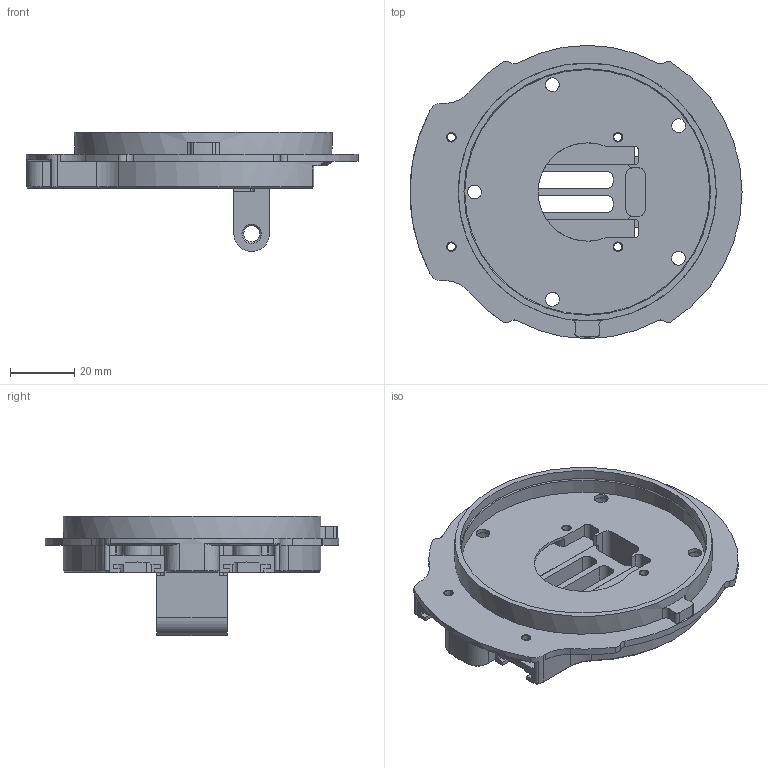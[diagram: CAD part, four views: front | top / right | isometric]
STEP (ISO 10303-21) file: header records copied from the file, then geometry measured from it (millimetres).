
FILE_DESCRIPTION(/* description */ (''),/* implementation_level */ '2;1');
FILE_NAME(/* name */ 'ACWA-0058_3corps.step',/* time_stamp */ '2024-02-28T15:27:32+01:00',/* author */ (''),/* organization */ (''),/* preprocessor_version */ 'ST-DEVELOPER v20',/* originating_system */ 'Autodesk Translation Framework v12.20.1.177',/* authorisation */ '');
FILE_SCHEMA (('AUTOMOTIVE_DESIGN { 1 0 10303 214 3 1 1 }'));
Length unit declared in the file: millimetre
Products named in the file (1): ACWA-0058
Bounding box: 103 x 91 x 36.98 mm (x, y, z)
Volume: 37595.6 mm3; surface area: 36946.1 mm2
Topology: 3 solids, 8 shells, 316 faces, 870 edges, 569 vertices
Faces by surface type: plane 140, cylinder 134, cone 42
Full cylindrical faces by diameter (mm): 2.5 x5, 3 x5, 3.4 x4, 4.3 x5, 5 x1, 6.5 x4, 8.5 x5, 9 x2, 76 x1, 76.5 x1, 80 x1
Entity records: 10368 total; most frequent: DIRECTION 1859, CARTESIAN_POINT 1801, ORIENTED_EDGE 1728, EDGE_CURVE 869, AXIS2_PLACEMENT_3D 679, VERTEX_POINT 569, LINE 501, VECTOR 501
